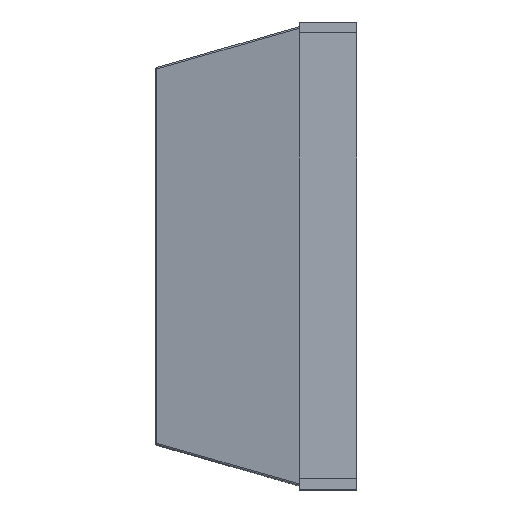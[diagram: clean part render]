
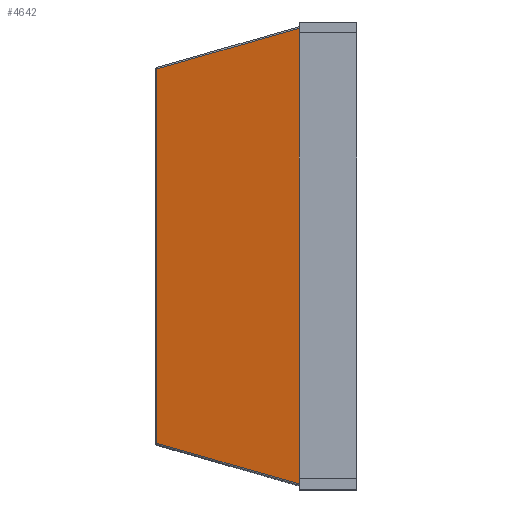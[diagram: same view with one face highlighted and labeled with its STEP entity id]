
A CAD part, top view. The second image highlights one B-rep face of the part: STEP entity #4642.
In plain terms, the highlighted planar face has unit normal (-0.208, 0, 0.978).
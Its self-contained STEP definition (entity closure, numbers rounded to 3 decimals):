
#264=ELLIPSE('',#5063,0.168,0.035);
#265=ELLIPSE('',#5065,0.168,0.035);
#434=FACE_OUTER_BOUND('',#710,.T.);
#710=EDGE_LOOP('',(#3229,#3230,#3231,#3232,#3233,#3234,#3235,#3236));
#950=LINE('',#6382,#1430);
#963=LINE('',#6411,#1443);
#964=LINE('',#6414,#1444);
#979=LINE('',#6504,#1459);
#992=LINE('',#6582,#1472);
#997=LINE('',#6594,#1477);
#1430=VECTOR('',#5297,10.);
#1443=VECTOR('',#5322,10.);
#1444=VECTOR('',#5325,10.);
#1459=VECTOR('',#5426,10.);
#1472=VECTOR('',#5495,10.);
#1477=VECTOR('',#5510,10.);
#1910=VERTEX_POINT('',#6380);
#1911=VERTEX_POINT('',#6381);
#1921=VERTEX_POINT('',#6409);
#1922=VERTEX_POINT('',#6413);
#1943=VERTEX_POINT('',#6473);
#1954=VERTEX_POINT('',#6500);
#1968=VERTEX_POINT('',#6548);
#1970=VERTEX_POINT('',#6563);
#2363=EDGE_CURVE('',#1910,#1911,#950,.T.);
#2378=EDGE_CURVE('',#1911,#1921,#963,.T.);
#2379=EDGE_CURVE('',#1922,#1910,#964,.T.);
#2423=EDGE_CURVE('',#1943,#1954,#979,.T.);
#2446=EDGE_CURVE('',#1968,#1921,#264,.T.);
#2448=EDGE_CURVE('',#1922,#1970,#265,.T.);
#2454=EDGE_CURVE('',#1954,#1968,#992,.T.);
#2461=EDGE_CURVE('',#1970,#1943,#997,.T.);
#3229=ORIENTED_EDGE('',*,*,#2446,.F.);
#3230=ORIENTED_EDGE('',*,*,#2454,.F.);
#3231=ORIENTED_EDGE('',*,*,#2423,.F.);
#3232=ORIENTED_EDGE('',*,*,#2461,.F.);
#3233=ORIENTED_EDGE('',*,*,#2448,.F.);
#3234=ORIENTED_EDGE('',*,*,#2379,.T.);
#3235=ORIENTED_EDGE('',*,*,#2363,.T.);
#3236=ORIENTED_EDGE('',*,*,#2378,.T.);
#4445=PLANE('',#5082);
#4642=ADVANCED_FACE('',(#434),#4445,.T.);
#5063=AXIS2_PLACEMENT_3D('',#6559,#5479,#5480);
#5065=AXIS2_PLACEMENT_3D('',#6564,#5484,#5485);
#5082=AXIS2_PLACEMENT_3D('',#6615,#5536,#5537);
#5297=DIRECTION('',(0.,1.,0.));
#5322=DIRECTION('',(0.,1.,0.));
#5325=DIRECTION('',(0.,1.,0.));
#5426=DIRECTION('',(0.,1.,0.));
#5479=DIRECTION('center_axis',(0.208,0.,-0.978));
#5480=DIRECTION('ref_axis',(0.978,0.,0.208));
#5484=DIRECTION('center_axis',(0.208,0.,-0.978));
#5485=DIRECTION('ref_axis',(0.978,0.,0.208));
#5495=DIRECTION('',(0.942,0.27,0.2));
#5510=DIRECTION('',(-0.942,0.27,-0.2));
#5536=DIRECTION('center_axis',(-0.208,0.,0.978));
#5537=DIRECTION('ref_axis',(0.978,0.,0.208));
#6380=CARTESIAN_POINT('',(0.955,-4.2,12.75));
#6381=CARTESIAN_POINT('',(0.955,4.2,12.75));
#6382=CARTESIAN_POINT('',(0.955,0.,12.75));
#6409=CARTESIAN_POINT('',(0.955,5.045,12.75));
#6411=CARTESIAN_POINT('',(0.955,0.,12.75));
#6413=CARTESIAN_POINT('',(0.955,-5.045,12.75));
#6414=CARTESIAN_POINT('',(0.955,0.,12.75));
#6473=CARTESIAN_POINT('',(-2.197,-4.142,12.08));
#6500=CARTESIAN_POINT('',(-2.197,4.142,12.08));
#6504=CARTESIAN_POINT('',(-2.197,0.,12.08));
#6548=CARTESIAN_POINT('',(0.955,5.046,12.75));
#6559=CARTESIAN_POINT('Origin',(0.79,5.045,12.715));
#6563=CARTESIAN_POINT('',(0.955,-5.046,12.75));
#6564=CARTESIAN_POINT('Origin',(0.79,-5.045,12.715));
#6582=CARTESIAN_POINT('',(-1.805,4.254,12.163));
#6594=CARTESIAN_POINT('',(-1.805,-4.254,12.163));
#6615=CARTESIAN_POINT('Origin',(-0.635,0.,12.412));
